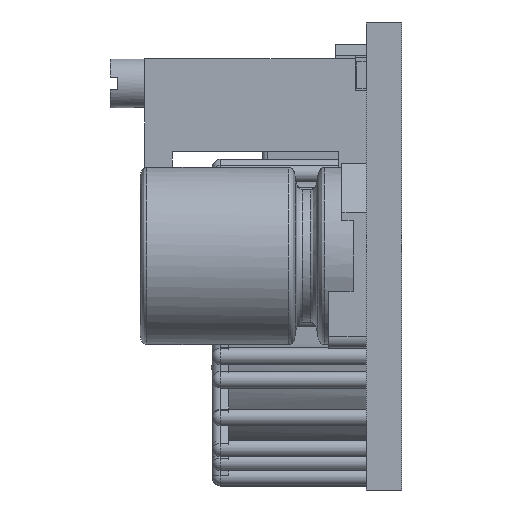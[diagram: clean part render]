
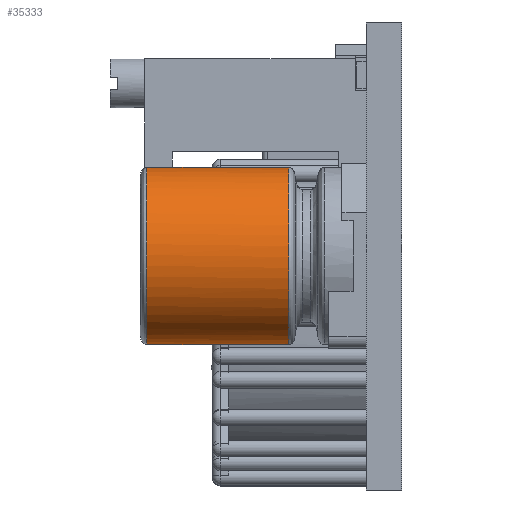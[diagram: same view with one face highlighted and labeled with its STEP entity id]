
A CAD part, left-side view. The second image highlights one B-rep face of the part: STEP entity #35333.
In plain terms, the highlighted cylindrical face has radius 4 mm (diameter 8 mm), a partial arc.
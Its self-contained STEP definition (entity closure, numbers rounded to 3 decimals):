
#1442 = CARTESIAN_POINT ( 'NONE',  ( -17.7, 5.1, -4. ) ) ;
#1474 = CARTESIAN_POINT ( 'NONE',  ( -18.747, 11.5, -3.896 ) ) ;
#1482 = DIRECTION ( 'NONE',  ( 0., -1., 0. ) ) ;
#1589 = CARTESIAN_POINT ( 'NONE',  ( -17.7, 11.5, -4. ) ) ;
#1898 = CARTESIAN_POINT ( 'NONE',  ( -21.195, 11.5, 2.014 ) ) ;
#2685 = B_SPLINE_CURVE_WITH_KNOTS ( 'NONE', 3,
 ( #1442, #29768, #35643, #7822, #23188, #24116, #24248, #33699, #36465, #20637, #39580, #11875, #14541, #8754, #11620, #39843, #39713, #20776 ),
 .UNSPECIFIED., .F., .F.,
 ( 4, 2, 2, 2, 2, 2, 2, 2, 4 ),
 ( 0.5, 0.563, 0.625, 0.688, 0.75, 0.813, 0.875, 0.938, 1. ),
 .UNSPECIFIED. ) ;
#2706 = CARTESIAN_POINT ( 'NONE',  ( -17.7, 11.8, -4. ) ) ;
#4885 = CARTESIAN_POINT ( 'NONE',  ( -18.224, 11.5, 4. ) ) ;
#5024 = CARTESIAN_POINT ( 'NONE',  ( -18.224, 11.5, -4. ) ) ;
#5152 = CARTESIAN_POINT ( 'NONE',  ( -21.7, 11.5, 0.524 ) ) ;
#5272 = EDGE_CURVE ( 'NONE', #26932, #16488, #2685, .T. ) ;
#5892 = CARTESIAN_POINT ( 'NONE',  ( -17.7, 5.1, 4. ) ) ;
#7697 = CYLINDRICAL_SURFACE ( 'NONE', #7981, 4. ) ;
#7822 = CARTESIAN_POINT ( 'NONE',  ( -19.714, 5.1, -3.495 ) ) ;
#7976 = CARTESIAN_POINT ( 'NONE',  ( -20.899, 11.5, 2.458 ) ) ;
#7981 = AXIS2_PLACEMENT_3D ( 'NONE', #33165, #11614, #24112 ) ;
#8252 = VECTOR ( 'NONE', #24281, 1000. ) ;
#8754 = CARTESIAN_POINT ( 'NONE',  ( -20.158, 5.1, 3.199 ) ) ;
#9657 = EDGE_LOOP ( 'NONE', ( #39429, #29696, #34682, #18622 ) ) ;
#10689 = CARTESIAN_POINT ( 'NONE',  ( -17.7, 11.8, 4. ) ) ;
#11097 = CARTESIAN_POINT ( 'NONE',  ( -20.158, 11.5, -3.199 ) ) ;
#11614 = DIRECTION ( 'NONE',  ( 0., -1., 0. ) ) ;
#11620 = CARTESIAN_POINT ( 'NONE',  ( -19.714, 5.1, 3.495 ) ) ;
#11875 = CARTESIAN_POINT ( 'NONE',  ( -21.195, 5.1, 2.014 ) ) ;
#14180 = CARTESIAN_POINT ( 'NONE',  ( -19.714, 11.5, -3.495 ) ) ;
#14312 = CARTESIAN_POINT ( 'NONE',  ( -20.158, 11.5, 3.199 ) ) ;
#14451 = CARTESIAN_POINT ( 'NONE',  ( -18.747, 11.5, 3.896 ) ) ;
#14541 = CARTESIAN_POINT ( 'NONE',  ( -20.899, 5.1, 2.458 ) ) ;
#16488 = VERTEX_POINT ( 'NONE', #5892 ) ;
#18594 = LINE ( 'NONE', #10689, #22472 ) ;
#18622 = ORIENTED_EDGE ( 'NONE', *, *, #5272, .T. ) ;
#20332 = LINE ( 'NONE', #2706, #8252 ) ;
#20404 = CARTESIAN_POINT ( 'NONE',  ( -17.7, 11.5, 4. ) ) ;
#20637 = CARTESIAN_POINT ( 'NONE',  ( -21.7, 5.1, 0.524 ) ) ;
#20776 = CARTESIAN_POINT ( 'NONE',  ( -17.7, 5.1, 4. ) ) ;
#21717 = FACE_OUTER_BOUND ( 'NONE', #9657, .T. ) ;
#22472 = VECTOR ( 'NONE', #1482, 1000. ) ;
#22627 = EDGE_CURVE ( 'NONE', #39516, #31346, #29933, .T. ) ;
#23188 = CARTESIAN_POINT ( 'NONE',  ( -20.158, 5.1, -3.199 ) ) ;
#23488 = CARTESIAN_POINT ( 'NONE',  ( -21.596, 11.5, -1.047 ) ) ;
#24112 = DIRECTION ( 'NONE',  ( 0., 0., -1. ) ) ;
#24116 = CARTESIAN_POINT ( 'NONE',  ( -20.899, 5.1, -2.458 ) ) ;
#24248 = CARTESIAN_POINT ( 'NONE',  ( -21.195, 5.1, -2.014 ) ) ;
#24281 = DIRECTION ( 'NONE',  ( 0., -1., 0. ) ) ;
#25242 = CARTESIAN_POINT ( 'NONE',  ( -17.7, 5.1, -4. ) ) ;
#26522 = CARTESIAN_POINT ( 'NONE',  ( -19.714, 11.5, 3.495 ) ) ;
#26663 = CARTESIAN_POINT ( 'NONE',  ( -21.596, 11.5, 1.047 ) ) ;
#26932 = VERTEX_POINT ( 'NONE', #25242 ) ;
#28256 = EDGE_CURVE ( 'NONE', #39516, #16488, #18594, .T. ) ;
#29665 = CARTESIAN_POINT ( 'NONE',  ( -21.195, 11.5, -2.014 ) ) ;
#29696 = ORIENTED_EDGE ( 'NONE', *, *, #22627, .T. ) ;
#29768 = CARTESIAN_POINT ( 'NONE',  ( -18.224, 5.1, -4. ) ) ;
#29797 = CARTESIAN_POINT ( 'NONE',  ( -17.7, 11.5, -4. ) ) ;
#29933 = B_SPLINE_CURVE_WITH_KNOTS ( 'NONE', 3,
 ( #20404, #4885, #14451, #26522, #14312, #7976, #1898, #26663, #5152, #38789, #23488, #29665, #36086, #11097, #14180, #1474, #5024, #29797 ),
 .UNSPECIFIED., .F., .F.,
 ( 4, 2, 2, 2, 2, 2, 2, 2, 4 ),
 ( 0., 0.063, 0.125, 0.188, 0.25, 0.313, 0.375, 0.438, 0.5 ),
 .UNSPECIFIED. ) ;
#31346 = VERTEX_POINT ( 'NONE', #1589 ) ;
#33165 = CARTESIAN_POINT ( 'NONE',  ( -17.7, 11.8, 0. ) ) ;
#33699 = CARTESIAN_POINT ( 'NONE',  ( -21.596, 5.1, -1.047 ) ) ;
#34682 = ORIENTED_EDGE ( 'NONE', *, *, #39613, .T. ) ;
#35333 = ADVANCED_FACE ( 'NONE', ( #21717 ), #7697, .T. ) ;
#35643 = CARTESIAN_POINT ( 'NONE',  ( -18.747, 5.1, -3.896 ) ) ;
#36086 = CARTESIAN_POINT ( 'NONE',  ( -20.899, 11.5, -2.458 ) ) ;
#36465 = CARTESIAN_POINT ( 'NONE',  ( -21.7, 5.1, -0.524 ) ) ;
#38789 = CARTESIAN_POINT ( 'NONE',  ( -21.7, 11.5, -0.524 ) ) ;
#39429 = ORIENTED_EDGE ( 'NONE', *, *, #28256, .F. ) ;
#39516 = VERTEX_POINT ( 'NONE', #40157 ) ;
#39580 = CARTESIAN_POINT ( 'NONE',  ( -21.596, 5.1, 1.047 ) ) ;
#39613 = EDGE_CURVE ( 'NONE', #31346, #26932, #20332, .T. ) ;
#39713 = CARTESIAN_POINT ( 'NONE',  ( -18.224, 5.1, 4. ) ) ;
#39843 = CARTESIAN_POINT ( 'NONE',  ( -18.747, 5.1, 3.896 ) ) ;
#40157 = CARTESIAN_POINT ( 'NONE',  ( -17.7, 11.5, 4. ) ) ;
